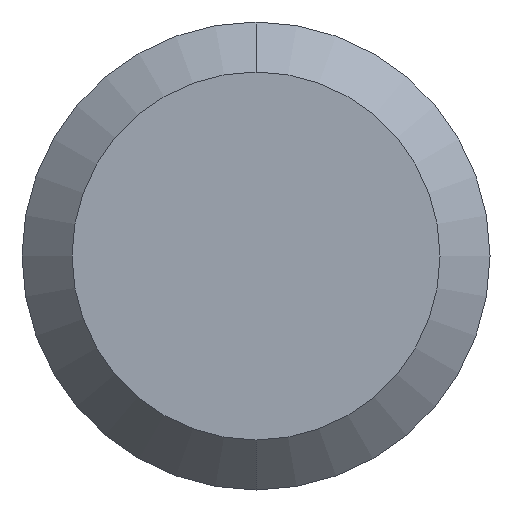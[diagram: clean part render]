
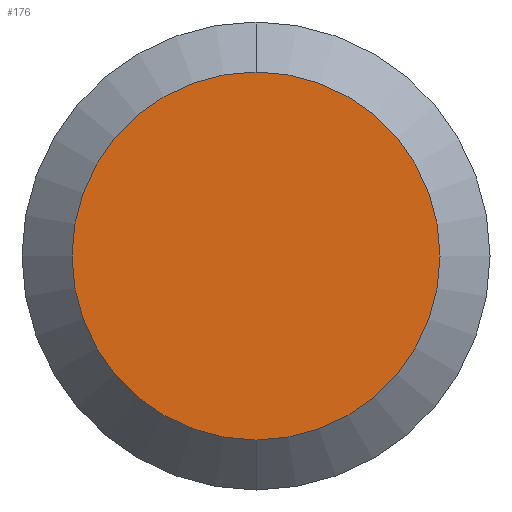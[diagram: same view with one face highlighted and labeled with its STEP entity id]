
A CAD part, front view. The second image highlights one B-rep face of the part: STEP entity #176.
In plain terms, the highlighted planar face has unit normal (0, -1, 0).
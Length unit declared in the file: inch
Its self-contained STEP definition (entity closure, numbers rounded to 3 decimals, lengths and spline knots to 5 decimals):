
#13 = DIRECTION ( 'NONE',  ( 0., 0., 1. ) ) ;
#31 = CARTESIAN_POINT ( 'NONE',  ( 0., 0., 0.0736 ) ) ;
#39 = DIRECTION ( 'NONE',  ( 0., 0., 1. ) ) ;
#43 = ORIENTED_EDGE ( 'NONE', *, *, #156, .T. ) ;
#47 = FACE_OUTER_BOUND ( 'NONE', #180, .T. ) ;
#48 = EDGE_CURVE ( 'NONE', #245, #64, #101, .T. ) ;
#64 = VERTEX_POINT ( 'NONE', #274 ) ;
#101 = CIRCLE ( 'NONE', #206, 0.0736 ) ;
#110 = CIRCLE ( 'NONE', #162, 0.0736 ) ;
#126 = DIRECTION ( 'NONE',  ( 0., 1., 0. ) ) ;
#135 = AXIS2_PLACEMENT_3D ( 'NONE', #165, #126, #13 ) ;
#149 = CARTESIAN_POINT ( 'NONE',  ( 0., 0., 0. ) ) ;
#153 = DIRECTION ( 'NONE',  ( 0., -1., 0. ) ) ;
#156 = EDGE_CURVE ( 'NONE', #64, #245, #110, .T. ) ;
#162 = AXIS2_PLACEMENT_3D ( 'NONE', #149, #224, #226 ) ;
#165 = CARTESIAN_POINT ( 'NONE',  ( 0., 0., 0. ) ) ;
#176 = ADVANCED_FACE ( 'NONE', ( #47 ), #246, .F. ) ;
#180 = EDGE_LOOP ( 'NONE', ( #190, #43 ) ) ;
#190 = ORIENTED_EDGE ( 'NONE', *, *, #48, .T. ) ;
#206 = AXIS2_PLACEMENT_3D ( 'NONE', #272, #153, #39 ) ;
#224 = DIRECTION ( 'NONE',  ( 0., -1., 0. ) ) ;
#226 = DIRECTION ( 'NONE',  ( 0., 0., 1. ) ) ;
#245 = VERTEX_POINT ( 'NONE', #31 ) ;
#246 = PLANE ( 'NONE',  #135 ) ;
#272 = CARTESIAN_POINT ( 'NONE',  ( 0., 0., 0. ) ) ;
#274 = CARTESIAN_POINT ( 'NONE',  ( 0., 0., -0.0736 ) ) ;
